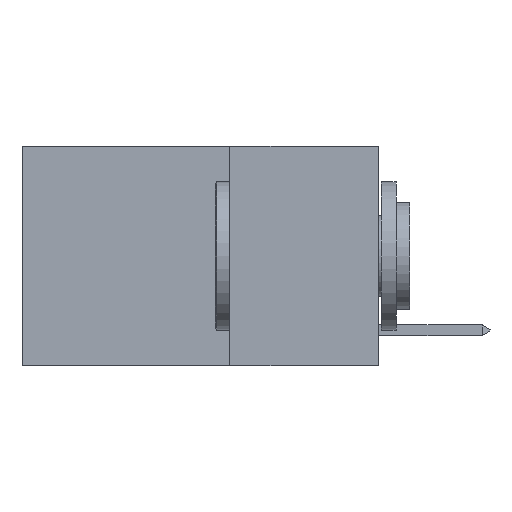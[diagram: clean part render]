
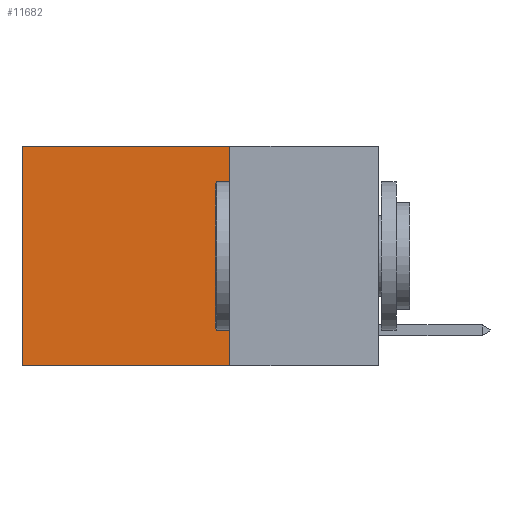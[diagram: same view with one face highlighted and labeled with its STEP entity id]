
A CAD part, left-side view. The second image highlights one B-rep face of the part: STEP entity #11682.
In plain terms, the highlighted planar face has unit normal (-1, 0, 0).
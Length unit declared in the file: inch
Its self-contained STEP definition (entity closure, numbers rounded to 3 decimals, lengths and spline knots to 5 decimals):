
#366 = DIRECTION ( 'NONE',  ( 1., 0., 0. ) ) ;
#498 = DIRECTION ( 'NONE',  ( 0., 1., 0. ) ) ;
#610 = CARTESIAN_POINT ( 'NONE',  ( 0.2625, 0.25, -0.37 ) ) ;
#682 = VERTEX_POINT ( 'NONE', #3673 ) ;
#1253 = VERTEX_POINT ( 'NONE', #7471 ) ;
#1749 = LINE ( 'NONE', #5321, #9338 ) ;
#1865 = EDGE_CURVE ( 'NONE', #14976, #1253, #12910, .T. ) ;
#2717 = ORIENTED_EDGE ( 'NONE', *, *, #1865, .F. ) ;
#3596 = LINE ( 'NONE', #19023, #12585 ) ;
#3673 = CARTESIAN_POINT ( 'NONE',  ( 0.2625, 0.25, 0. ) ) ;
#5321 = CARTESIAN_POINT ( 'NONE',  ( 0.2625, 0.25, 0. ) ) ;
#5867 = EDGE_LOOP ( 'NONE', ( #9965, #2717, #10539, #8893 ) ) ;
#7471 = CARTESIAN_POINT ( 'NONE',  ( 0.2625, 0.6, -0.37 ) ) ;
#7874 = FACE_OUTER_BOUND ( 'NONE', #5867, .T. ) ;
#8100 = AXIS2_PLACEMENT_3D ( 'NONE', #13998, #366, #11006 ) ;
#8212 = DIRECTION ( 'NONE',  ( 0., 1., 0. ) ) ;
#8893 = ORIENTED_EDGE ( 'NONE', *, *, #19367, .T. ) ;
#8896 = VECTOR ( 'NONE', #498, 39.37008 ) ;
#9338 = VECTOR ( 'NONE', #15865, 39.37008 ) ;
#9500 = PLANE ( 'NONE',  #8100 ) ;
#9965 = ORIENTED_EDGE ( 'NONE', *, *, #12003, .T. ) ;
#10539 = ORIENTED_EDGE ( 'NONE', *, *, #18221, .F. ) ;
#11006 = DIRECTION ( 'NONE',  ( 0., 0., -1. ) ) ;
#11682 = ADVANCED_FACE ( 'NONE', ( #7874 ), #9500, .F. ) ;
#12003 = EDGE_CURVE ( 'NONE', #15091, #1253, #3596, .T. ) ;
#12585 = VECTOR ( 'NONE', #16146, 39.37008 ) ;
#12910 = LINE ( 'NONE', #17123, #8896 ) ;
#13998 = CARTESIAN_POINT ( 'NONE',  ( 0.2625, 0.25, 0. ) ) ;
#14332 = VECTOR ( 'NONE', #8212, 39.37008 ) ;
#14976 = VERTEX_POINT ( 'NONE', #610 ) ;
#15091 = VERTEX_POINT ( 'NONE', #18887 ) ;
#15865 = DIRECTION ( 'NONE',  ( 0., 0., -1. ) ) ;
#16146 = DIRECTION ( 'NONE',  ( 0., 0., -1. ) ) ;
#17123 = CARTESIAN_POINT ( 'NONE',  ( 0.2625, 0.25, -0.37 ) ) ;
#18221 = EDGE_CURVE ( 'NONE', #682, #14976, #1749, .T. ) ;
#18286 = LINE ( 'NONE', #18755, #14332 ) ;
#18755 = CARTESIAN_POINT ( 'NONE',  ( 0.2625, 0.25, 0. ) ) ;
#18887 = CARTESIAN_POINT ( 'NONE',  ( 0.2625, 0.6, 0. ) ) ;
#19023 = CARTESIAN_POINT ( 'NONE',  ( 0.2625, 0.6, 0. ) ) ;
#19367 = EDGE_CURVE ( 'NONE', #682, #15091, #18286, .T. ) ;
